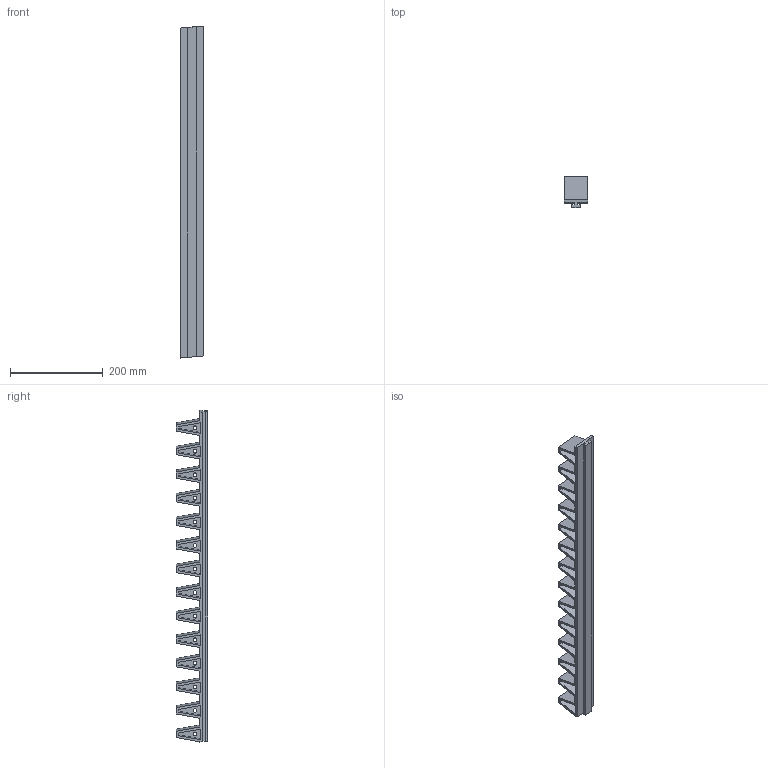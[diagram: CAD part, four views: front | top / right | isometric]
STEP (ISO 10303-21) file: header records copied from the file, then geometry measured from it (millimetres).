
FILE_DESCRIPTION(('CATIA V5 STEP Exchange','CAx-IF Rec.Pracs.--- Model Styling and Organization---1.5--- 2016-08-15','CAx-IF Rec.Pracs.---Supplemental Geometry---1.0---2011-11-01','CAx-IF Rec.Pracs.--- Composite Materials ---1.1---2010-07-15'),'2;1');
FILE_NAME('DE427_9 ANGLE SEPARATOR DUNNAGE.stp','2023-12-13T14:40:38+00:00',('none'),('none'),'CATIA Version 5-6 Release 2022 SP3','CATIA V5 STEP AP214 Edition 3 v2','none');
FILE_SCHEMA(('AUTOMOTIVE_DESIGN { 1 0 10303 214 3 1 1 1 }'));
Length unit declared in the file: inch
Products named in the file (1): DE-427-9
Bounding box: 50.8 x 67.31 x 715.64 mm (x, y, z)
Volume: 712793.4 mm3; surface area: 286690.4 mm2
Topology: 1 solids, 1 shells, 238 faces, 624 edges, 416 vertices
Faces by surface type: plane 210, cylinder 28
Entity records: 6721 total; most frequent: ORIENTED_EDGE 1248, CARTESIAN_POINT 1129, DIRECTION 800, EDGE_CURVE 624, VECTOR 568, LINE 568, VERTEX_POINT 416, EDGE_LOOP 294
